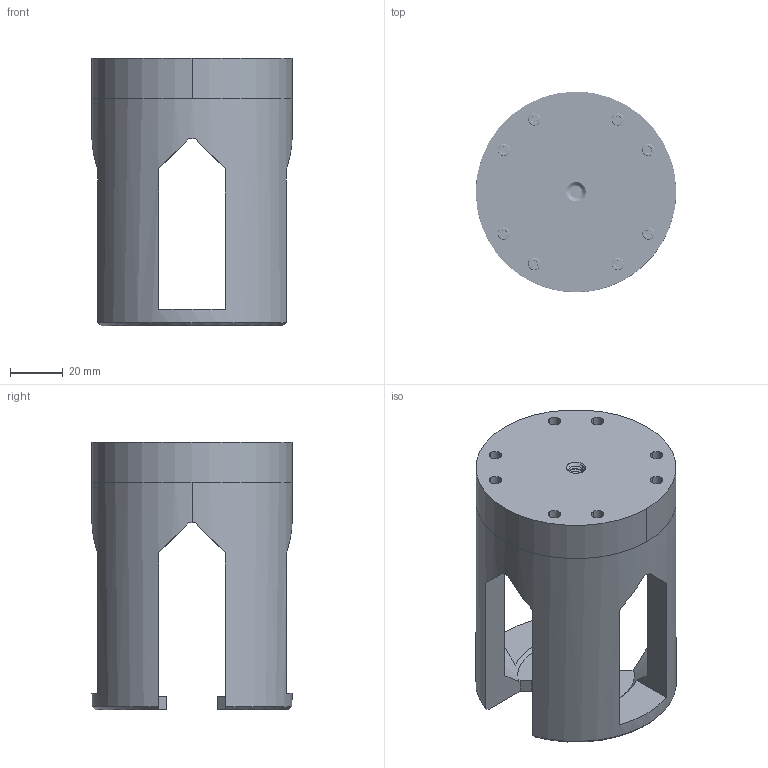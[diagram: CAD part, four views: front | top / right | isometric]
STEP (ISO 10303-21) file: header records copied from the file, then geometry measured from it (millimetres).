
FILE_DESCRIPTION (( 'STEP AP203' ), '1' );
FILE_NAME ('SAX-ME1132-R1.STEP', '2021-07-19T18:05:05', ( '' ), ( '' ), 'SwSTEP 2.0', 'SolidWorks 2021', '' );
FILE_SCHEMA (( 'CONFIG_CONTROL_DESIGN' ));
Length unit declared in the file: inch
Products named in the file (1): SAX-ME1132-R1
Bounding box: 76.2 x 76.2 x 101.85 mm (x, y, z)
Volume: 197661.3 mm3; surface area: 57883.9 mm2
Topology: 19 solids, 22 shells, 2315 faces, 6482 edges, 4276 vertices
Faces by surface type: cone 925, cylinder 764, bspline 411, plane 207, torus 6, sphere 2
Entity records: 141766 total; most frequent: CARTESIAN_POINT 89291, ORIENTED_EDGE 12964, DIRECTION 9452, EDGE_CURVE 6482, AXIS2_PLACEMENT_3D 4398, VERTEX_POINT 4276, CIRCLE 2493, EDGE_LOOP 2434
